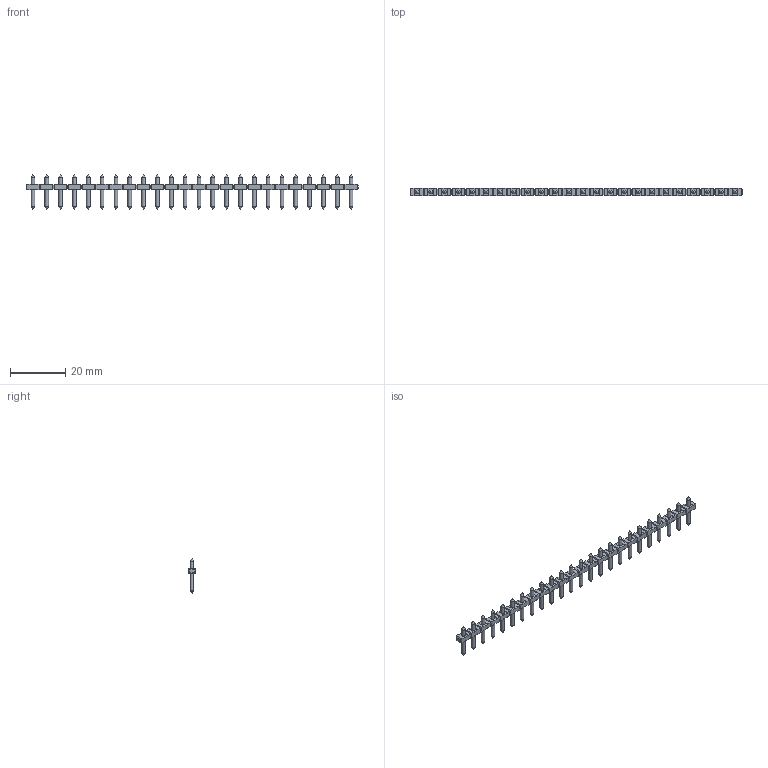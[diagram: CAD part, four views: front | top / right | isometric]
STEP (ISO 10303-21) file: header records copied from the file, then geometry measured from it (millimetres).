
FILE_DESCRIPTION(('STEP AP214'),'1');
FILE_NAME('PVS24-5.stp','2018-11-21T08:59:33',(' '),(' '),'Spatial InterOp 3D',' ',' ');
FILE_SCHEMA(('AUTOMOTIVE_DESIGN { 1 0 10303 214 1 1 1 1 }'));
Length unit declared in the file: metre
Products named in the file (1): 1
Bounding box: 120 x 2.8 x 12.5 mm (x, y, z)
Volume: 898.2 mm3; surface area: 2185.2 mm2
Topology: 1 solids, 1 shells, 578 faces, 1468 edges, 892 vertices
Faces by surface type: plane 482, cone 48, cylinder 48
Full cylindrical faces by diameter (mm): 1.3 x48
Entity records: 20061 total; most frequent: CARTESIAN_POINT 2651, DIRECTION 2506, ORIENTED_EDGE 2504, EDGE_CURVE 1252, LINE 1156, VECTOR 1156, VERTEX_POINT 820, AXIS2_PLACEMENT_3D 675
